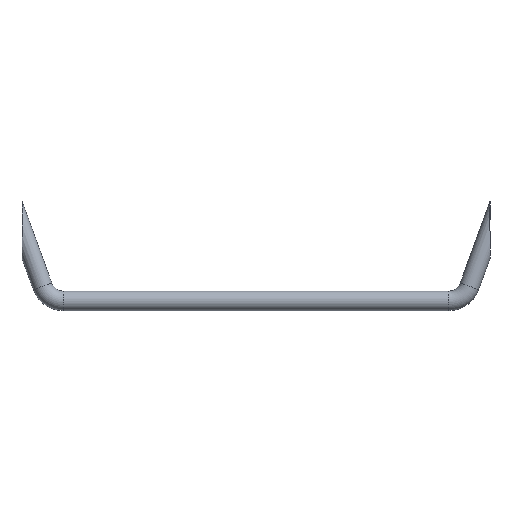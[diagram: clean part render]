
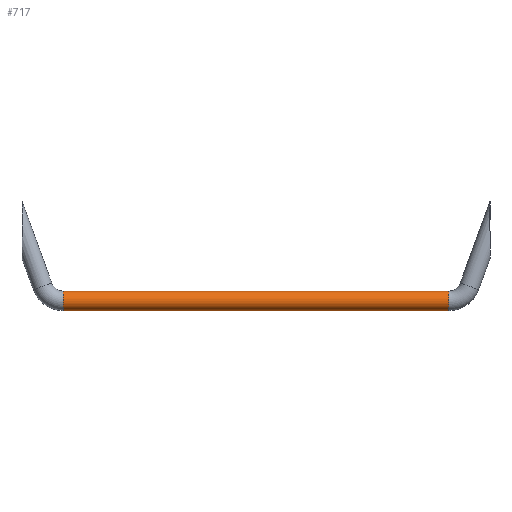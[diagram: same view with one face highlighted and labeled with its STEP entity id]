
A CAD part, top view. The second image highlights one B-rep face of the part: STEP entity #717.
In plain terms, the highlighted cylindrical face has radius 16.85 mm (diameter 33.7 mm), a partial arc.
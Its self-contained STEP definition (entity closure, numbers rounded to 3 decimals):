
#3 = LINE ( 'NONE', #539, #596 ) ;
#8 = ORIENTED_EDGE ( 'NONE', *, *, #430, .F. ) ;
#24 = CARTESIAN_POINT ( 'NONE',  ( 332.5, -49.706, 0. ) ) ;
#30 = ORIENTED_EDGE ( 'NONE', *, *, #332, .F. ) ;
#39 = VERTEX_POINT ( 'NONE', #91 ) ;
#51 = DIRECTION ( 'NONE',  ( 0., -1., 0. ) ) ;
#58 = DIRECTION ( 'NONE',  ( -1., 0., 0. ) ) ;
#86 = LINE ( 'NONE', #824, #415 ) ;
#91 = CARTESIAN_POINT ( 'NONE',  ( -332.5, -16.006, 0. ) ) ;
#133 = EDGE_CURVE ( 'NONE', #398, #39, #674, .T. ) ;
#218 = CYLINDRICAL_SURFACE ( 'NONE', #225, 16.85 ) ;
#225 = AXIS2_PLACEMENT_3D ( 'NONE', #670, #258, #51 ) ;
#258 = DIRECTION ( 'NONE',  ( -1., 0., 0. ) ) ;
#262 = ORIENTED_EDGE ( 'NONE', *, *, #133, .F. ) ;
#267 = CARTESIAN_POINT ( 'NONE',  ( 332.5, -32.856, 0. ) ) ;
#268 = AXIS2_PLACEMENT_3D ( 'NONE', #267, #836, #470 ) ;
#293 = EDGE_LOOP ( 'NONE', ( #8, #650, #262, #30 ) ) ;
#329 = DIRECTION ( 'NONE',  ( -1., 0., 0. ) ) ;
#332 = EDGE_CURVE ( 'NONE', #706, #398, #3, .T. ) ;
#368 = EDGE_CURVE ( 'NONE', #901, #39, #86, .T. ) ;
#394 = AXIS2_PLACEMENT_3D ( 'NONE', #806, #524, #653 ) ;
#398 = VERTEX_POINT ( 'NONE', #534 ) ;
#415 = VECTOR ( 'NONE', #329, 1000. ) ;
#430 = EDGE_CURVE ( 'NONE', #901, #706, #835, .T. ) ;
#470 = DIRECTION ( 'NONE',  ( 0., 0., -1. ) ) ;
#524 = DIRECTION ( 'NONE',  ( -1., 0., 0. ) ) ;
#534 = CARTESIAN_POINT ( 'NONE',  ( -332.5, -49.706, 0. ) ) ;
#539 = CARTESIAN_POINT ( 'NONE',  ( 332.5, -49.706, 0. ) ) ;
#553 = CARTESIAN_POINT ( 'NONE',  ( 332.5, -16.006, 0. ) ) ;
#596 = VECTOR ( 'NONE', #58, 1000. ) ;
#650 = ORIENTED_EDGE ( 'NONE', *, *, #368, .T. ) ;
#653 = DIRECTION ( 'NONE',  ( 0., 0., 1. ) ) ;
#670 = CARTESIAN_POINT ( 'NONE',  ( 332.5, -32.856, 0. ) ) ;
#674 = CIRCLE ( 'NONE', #394, 16.85 ) ;
#706 = VERTEX_POINT ( 'NONE', #24 ) ;
#717 = ADVANCED_FACE ( 'NONE', ( #747 ), #218, .T. ) ;
#747 = FACE_OUTER_BOUND ( 'NONE', #293, .T. ) ;
#806 = CARTESIAN_POINT ( 'NONE',  ( -332.5, -32.856, 0. ) ) ;
#824 = CARTESIAN_POINT ( 'NONE',  ( 332.5, -16.006, 0. ) ) ;
#835 = CIRCLE ( 'NONE', #268, 16.85 ) ;
#836 = DIRECTION ( 'NONE',  ( 1., 0., 0. ) ) ;
#901 = VERTEX_POINT ( 'NONE', #553 ) ;
